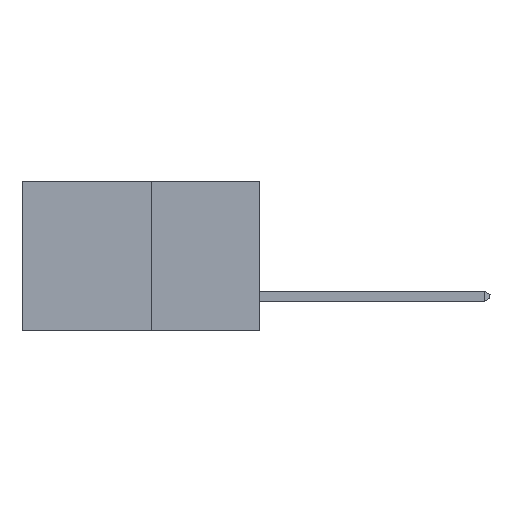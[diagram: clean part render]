
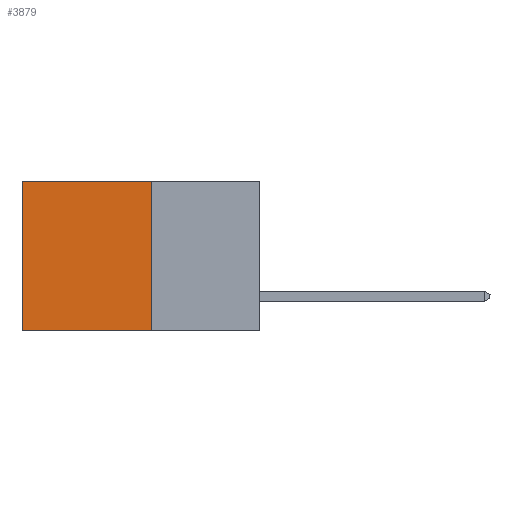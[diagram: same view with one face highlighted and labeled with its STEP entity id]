
A CAD part, left-side view. The second image highlights one B-rep face of the part: STEP entity #3879.
In plain terms, the highlighted planar face has unit normal (-1, 0, 0).
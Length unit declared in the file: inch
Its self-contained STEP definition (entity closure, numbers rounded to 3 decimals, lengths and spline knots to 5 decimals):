
#53 = DIRECTION ( 'NONE',  ( 0., 1., 0. ) ) ;
#206 = VERTEX_POINT ( 'NONE', #7115 ) ;
#620 = DIRECTION ( 'NONE',  ( 1., 0., 0. ) ) ;
#665 = EDGE_CURVE ( 'NONE', #10106, #14639, #14868, .T. ) ;
#1470 = ORIENTED_EDGE ( 'NONE', *, *, #4507, .F. ) ;
#2442 = CARTESIAN_POINT ( 'NONE',  ( 0.277, 0.27, 0. ) ) ;
#2920 = VECTOR ( 'NONE', #7717, 39.37008 ) ;
#3025 = DIRECTION ( 'NONE',  ( 0., 0., -1. ) ) ;
#3592 = CARTESIAN_POINT ( 'NONE',  ( 0.277, 0.27, -0.37 ) ) ;
#3745 = CARTESIAN_POINT ( 'NONE',  ( 0.277, 0.27, -0.37 ) ) ;
#3879 = ADVANCED_FACE ( 'NONE', ( #15458 ), #4106, .F. ) ;
#4106 = PLANE ( 'NONE',  #6983 ) ;
#4341 = ORIENTED_EDGE ( 'NONE', *, *, #6060, .F. ) ;
#4507 = EDGE_CURVE ( 'NONE', #10106, #6112, #5708, .T. ) ;
#5708 = LINE ( 'NONE', #14874, #2920 ) ;
#6060 = EDGE_CURVE ( 'NONE', #6112, #206, #12184, .T. ) ;
#6112 = VERTEX_POINT ( 'NONE', #3745 ) ;
#6301 = EDGE_LOOP ( 'NONE', ( #8156, #4341, #1470, #9310 ) ) ;
#6983 = AXIS2_PLACEMENT_3D ( 'NONE', #7736, #620, #8948 ) ;
#7115 = CARTESIAN_POINT ( 'NONE',  ( 0.277, 0.59, -0.37 ) ) ;
#7717 = DIRECTION ( 'NONE',  ( 0., 0., -1. ) ) ;
#7736 = CARTESIAN_POINT ( 'NONE',  ( 0.277, 0.27, -0.37 ) ) ;
#8023 = VECTOR ( 'NONE', #3025, 39.37008 ) ;
#8156 = ORIENTED_EDGE ( 'NONE', *, *, #13356, .T. ) ;
#8359 = DIRECTION ( 'NONE',  ( 0., 1., 0. ) ) ;
#8515 = VECTOR ( 'NONE', #8359, 39.37008 ) ;
#8948 = DIRECTION ( 'NONE',  ( 0., 0., -1. ) ) ;
#9310 = ORIENTED_EDGE ( 'NONE', *, *, #665, .T. ) ;
#10106 = VERTEX_POINT ( 'NONE', #15373 ) ;
#11344 = CARTESIAN_POINT ( 'NONE',  ( 0.277, 0.59, -0.37 ) ) ;
#11806 = VECTOR ( 'NONE', #53, 39.37008 ) ;
#12184 = LINE ( 'NONE', #3592, #11806 ) ;
#12406 = CARTESIAN_POINT ( 'NONE',  ( 0.277, 0.59, 0. ) ) ;
#13356 = EDGE_CURVE ( 'NONE', #14639, #206, #14364, .T. ) ;
#14364 = LINE ( 'NONE', #11344, #8023 ) ;
#14639 = VERTEX_POINT ( 'NONE', #12406 ) ;
#14868 = LINE ( 'NONE', #2442, #8515 ) ;
#14874 = CARTESIAN_POINT ( 'NONE',  ( 0.277, 0.27, -0.37 ) ) ;
#15373 = CARTESIAN_POINT ( 'NONE',  ( 0.277, 0.27, 0. ) ) ;
#15458 = FACE_OUTER_BOUND ( 'NONE', #6301, .T. ) ;
